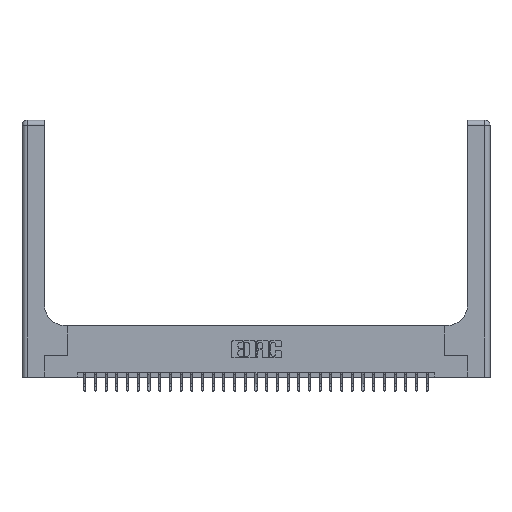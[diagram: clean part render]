
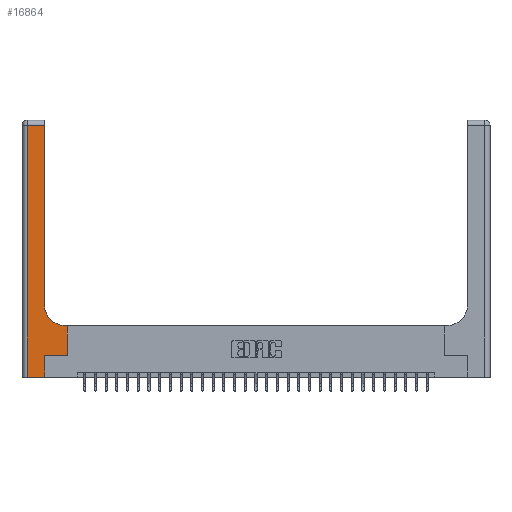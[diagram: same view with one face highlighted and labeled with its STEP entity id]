
A CAD part, top view. The second image highlights one B-rep face of the part: STEP entity #16864.
In plain terms, the highlighted planar face has unit normal (0, 0, 1).
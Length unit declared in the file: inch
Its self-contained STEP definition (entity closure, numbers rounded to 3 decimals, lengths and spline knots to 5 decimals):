
#302 = CIRCLE ( 'NONE', #6875, 0.25 ) ;
#331 = DIRECTION ( 'NONE',  ( 1., 0., 0. ) ) ;
#470 = EDGE_CURVE ( 'NONE', #11264, #22222, #4570, .T. ) ;
#1114 = DIRECTION ( 'NONE',  ( 0., 0., -1. ) ) ;
#1600 = CARTESIAN_POINT ( 'NONE',  ( 0.265, 0.25, 0.37 ) ) ;
#1624 = DIRECTION ( 'NONE',  ( 1., 0., 0. ) ) ;
#2437 = VERTEX_POINT ( 'NONE', #20516 ) ;
#2937 = ORIENTED_EDGE ( 'NONE', *, *, #19559, .T. ) ;
#3440 = CARTESIAN_POINT ( 'NONE',  ( 0.265, 0., 0.37 ) ) ;
#3510 = ORIENTED_EDGE ( 'NONE', *, *, #15673, .T. ) ;
#4244 = DIRECTION ( 'NONE',  ( 0., 1., 0. ) ) ;
#4336 = VERTEX_POINT ( 'NONE', #15830 ) ;
#4570 = LINE ( 'NONE', #18871, #15440 ) ;
#4627 = CARTESIAN_POINT ( 'NONE',  ( 0.528, 0.25, 0.37 ) ) ;
#5245 = DIRECTION ( 'NONE',  ( 0., 0., -1. ) ) ;
#5382 = VERTEX_POINT ( 'NONE', #26420 ) ;
#5522 = EDGE_CURVE ( 'NONE', #4336, #2437, #12703, .T. ) ;
#5864 = LINE ( 'NONE', #25402, #22558 ) ;
#5876 = CARTESIAN_POINT ( 'NONE',  ( 0.26, 0.6, 0.37 ) ) ;
#6093 = AXIS2_PLACEMENT_3D ( 'NONE', #9235, #5245, #20481 ) ;
#6695 = CARTESIAN_POINT ( 'NONE',  ( 0.265, 0., 0.37 ) ) ;
#6875 = AXIS2_PLACEMENT_3D ( 'NONE', #7667, #1114, #331 ) ;
#7331 = EDGE_CURVE ( 'NONE', #5382, #11955, #9977, .T. ) ;
#7667 = CARTESIAN_POINT ( 'NONE',  ( 0.51, 0.85, 0.37 ) ) ;
#7876 = VECTOR ( 'NONE', #23419, 39.37008 ) ;
#7990 = VERTEX_POINT ( 'NONE', #3440 ) ;
#8547 = LINE ( 'NONE', #8928, #7876 ) ;
#8653 = CARTESIAN_POINT ( 'NONE',  ( 0.06, 0., 0.37 ) ) ;
#8904 = DIRECTION ( 'NONE',  ( 0., 1., 0. ) ) ;
#8928 = CARTESIAN_POINT ( 'NONE',  ( 0.26, 3., 0.37 ) ) ;
#9235 = CARTESIAN_POINT ( 'NONE',  ( 0., 3., 0.37 ) ) ;
#9513 = ORIENTED_EDGE ( 'NONE', *, *, #12842, .T. ) ;
#9749 = ORIENTED_EDGE ( 'NONE', *, *, #23523, .T. ) ;
#9977 = LINE ( 'NONE', #25838, #26647 ) ;
#10321 = ORIENTED_EDGE ( 'NONE', *, *, #18792, .T. ) ;
#11143 = LINE ( 'NONE', #23295, #15199 ) ;
#11264 = VERTEX_POINT ( 'NONE', #1600 ) ;
#11917 = VECTOR ( 'NONE', #8904, 39.37008 ) ;
#11955 = VERTEX_POINT ( 'NONE', #8653 ) ;
#12327 = DIRECTION ( 'NONE',  ( 1., 0., 0. ) ) ;
#12703 = LINE ( 'NONE', #5876, #15760 ) ;
#12842 = EDGE_CURVE ( 'NONE', #11955, #7990, #5864, .T. ) ;
#13895 = CARTESIAN_POINT ( 'NONE',  ( 0.26, 0.85, 0.37 ) ) ;
#13916 = PLANE ( 'NONE',  #6093 ) ;
#14640 = CARTESIAN_POINT ( 'NONE',  ( 0.528, 0.25, 0.37 ) ) ;
#15199 = VECTOR ( 'NONE', #19499, 39.37008 ) ;
#15374 = VERTEX_POINT ( 'NONE', #17807 ) ;
#15440 = VECTOR ( 'NONE', #12327, 39.37008 ) ;
#15673 = EDGE_CURVE ( 'NONE', #15374, #5382, #11143, .T. ) ;
#15760 = VECTOR ( 'NONE', #25479, 39.37008 ) ;
#15830 = CARTESIAN_POINT ( 'NONE',  ( 0.528, 0.6, 0.37 ) ) ;
#16685 = ORIENTED_EDGE ( 'NONE', *, *, #20316, .T. ) ;
#16864 = ADVANCED_FACE ( 'NONE', ( #21281 ), #13916, .F. ) ;
#17666 = LINE ( 'NONE', #6695, #11917 ) ;
#17807 = CARTESIAN_POINT ( 'NONE',  ( 0.26, 2.94, 0.37 ) ) ;
#18594 = ORIENTED_EDGE ( 'NONE', *, *, #5522, .T. ) ;
#18792 = EDGE_CURVE ( 'NONE', #24997, #15374, #8547, .T. ) ;
#18871 = CARTESIAN_POINT ( 'NONE',  ( 0.265, 0.25, 0.37 ) ) ;
#19499 = DIRECTION ( 'NONE',  ( -1., 0., 0. ) ) ;
#19559 = EDGE_CURVE ( 'NONE', #7990, #11264, #17666, .T. ) ;
#20316 = EDGE_CURVE ( 'NONE', #2437, #24997, #302, .T. ) ;
#20481 = DIRECTION ( 'NONE',  ( -1., 0., 0. ) ) ;
#20516 = CARTESIAN_POINT ( 'NONE',  ( 0.51, 0.6, 0.37 ) ) ;
#21281 = FACE_OUTER_BOUND ( 'NONE', #23735, .T. ) ;
#22222 = VERTEX_POINT ( 'NONE', #14640 ) ;
#22558 = VECTOR ( 'NONE', #1624, 39.37008 ) ;
#22640 = LINE ( 'NONE', #4627, #23981 ) ;
#23295 = CARTESIAN_POINT ( 'NONE',  ( 0., 2.94, 0.37 ) ) ;
#23419 = DIRECTION ( 'NONE',  ( 0., 1., 0. ) ) ;
#23523 = EDGE_CURVE ( 'NONE', #22222, #4336, #22640, .T. ) ;
#23547 = DIRECTION ( 'NONE',  ( 0., -1., 0. ) ) ;
#23735 = EDGE_LOOP ( 'NONE', ( #10321, #3510, #25758, #9513, #2937, #23883, #9749, #18594, #16685 ) ) ;
#23883 = ORIENTED_EDGE ( 'NONE', *, *, #470, .T. ) ;
#23981 = VECTOR ( 'NONE', #4244, 39.37008 ) ;
#24997 = VERTEX_POINT ( 'NONE', #13895 ) ;
#25402 = CARTESIAN_POINT ( 'NONE',  ( 0., 0., 0.37 ) ) ;
#25479 = DIRECTION ( 'NONE',  ( -1., 0., 0. ) ) ;
#25758 = ORIENTED_EDGE ( 'NONE', *, *, #7331, .T. ) ;
#25838 = CARTESIAN_POINT ( 'NONE',  ( 0.06, 3., 0.37 ) ) ;
#26420 = CARTESIAN_POINT ( 'NONE',  ( 0.06, 2.94, 0.37 ) ) ;
#26647 = VECTOR ( 'NONE', #23547, 39.37008 ) ;
